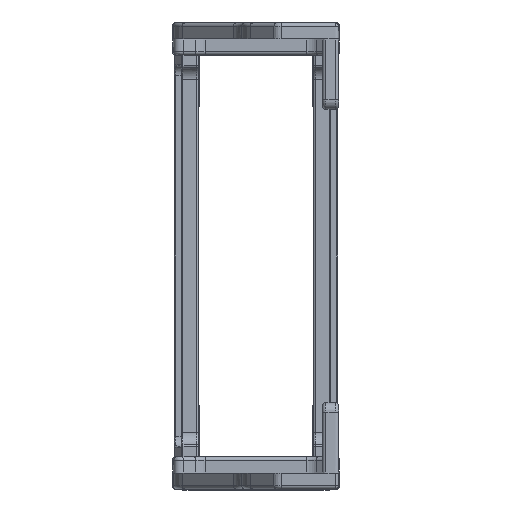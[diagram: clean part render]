
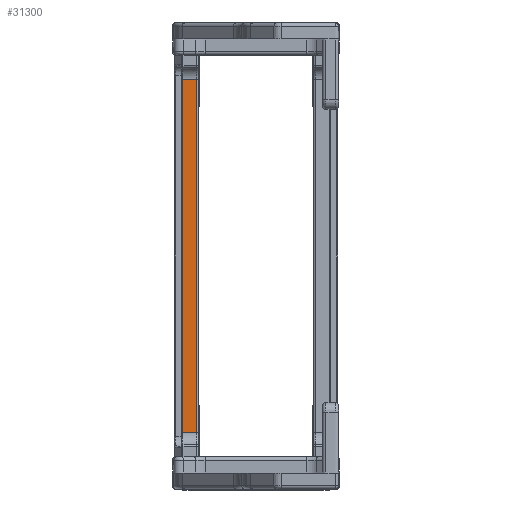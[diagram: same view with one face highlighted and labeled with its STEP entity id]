
A CAD part, left-side view. The second image highlights one B-rep face of the part: STEP entity #31300.
In plain terms, the highlighted planar face has unit normal (-1, 0, 0).
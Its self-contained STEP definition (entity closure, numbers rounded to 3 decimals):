
#6697 = EDGE_CURVE ( 'NONE', #114216, #76551, #34014, .T. ) ;
#9524 = LINE ( 'NONE', #34205, #104062 ) ;
#14968 = CARTESIAN_POINT ( 'NONE',  ( -98.303, 118.849, 85.484 ) ) ;
#17325 = DIRECTION ( 'NONE',  ( 0., 0., -1. ) ) ;
#19333 = VERTEX_POINT ( 'NONE', #94283 ) ;
#24138 = CARTESIAN_POINT ( 'NONE',  ( -98.303, 118.849, -8.066 ) ) ;
#24708 = VECTOR ( 'NONE', #25810, 1000. ) ;
#25810 = DIRECTION ( 'NONE',  ( 0., 0., 1. ) ) ;
#26834 = VECTOR ( 'NONE', #103748, 1000. ) ;
#31300 = ADVANCED_FACE ( 'NONE', ( #75931 ), #76213, .T. ) ;
#34014 = LINE ( 'NONE', #66983, #26834 ) ;
#34205 = CARTESIAN_POINT ( 'NONE',  ( -98.303, 19.399, -24.516 ) ) ;
#34663 = LINE ( 'NONE', #68833, #24708 ) ;
#46730 = CARTESIAN_POINT ( 'NONE',  ( -98.303, 114.361, -24.516 ) ) ;
#48178 = ORIENTED_EDGE ( 'NONE', *, *, #91491, .T. ) ;
#51244 = AXIS2_PLACEMENT_3D ( 'NONE', #85442, #93415, #56211 ) ;
#56211 = DIRECTION ( 'NONE',  ( 0., 0., 1. ) ) ;
#56709 = EDGE_LOOP ( 'NONE', ( #107310, #69128, #48178, #96011 ) ) ;
#56768 = LINE ( 'NONE', #24138, #84011 ) ;
#66983 = CARTESIAN_POINT ( 'NONE',  ( -98.303, 19.399, 85.484 ) ) ;
#68833 = CARTESIAN_POINT ( 'NONE',  ( -98.303, 114.361, 86.284 ) ) ;
#69128 = ORIENTED_EDGE ( 'NONE', *, *, #107405, .F. ) ;
#75931 = FACE_OUTER_BOUND ( 'NONE', #56709, .T. ) ;
#76213 = PLANE ( 'NONE',  #51244 ) ;
#76551 = VERTEX_POINT ( 'NONE', #14968 ) ;
#80602 = VERTEX_POINT ( 'NONE', #46730 ) ;
#84011 = VECTOR ( 'NONE', #17325, 1000. ) ;
#85442 = CARTESIAN_POINT ( 'NONE',  ( -98.303, 19.399, -8.066 ) ) ;
#91491 = EDGE_CURVE ( 'NONE', #80602, #114216, #34663, .T. ) ;
#93415 = DIRECTION ( 'NONE',  ( -1., 0., 0. ) ) ;
#94283 = CARTESIAN_POINT ( 'NONE',  ( -98.303, 118.849, -24.516 ) ) ;
#96011 = ORIENTED_EDGE ( 'NONE', *, *, #6697, .T. ) ;
#103748 = DIRECTION ( 'NONE',  ( 0., 1., 0. ) ) ;
#104062 = VECTOR ( 'NONE', #106266, 1000. ) ;
#106266 = DIRECTION ( 'NONE',  ( 0., 1., 0. ) ) ;
#107310 = ORIENTED_EDGE ( 'NONE', *, *, #115125, .T. ) ;
#107405 = EDGE_CURVE ( 'NONE', #80602, #19333, #9524, .T. ) ;
#109975 = CARTESIAN_POINT ( 'NONE',  ( -98.303, 114.361, 85.484 ) ) ;
#114216 = VERTEX_POINT ( 'NONE', #109975 ) ;
#115125 = EDGE_CURVE ( 'NONE', #76551, #19333, #56768, .T. ) ;
